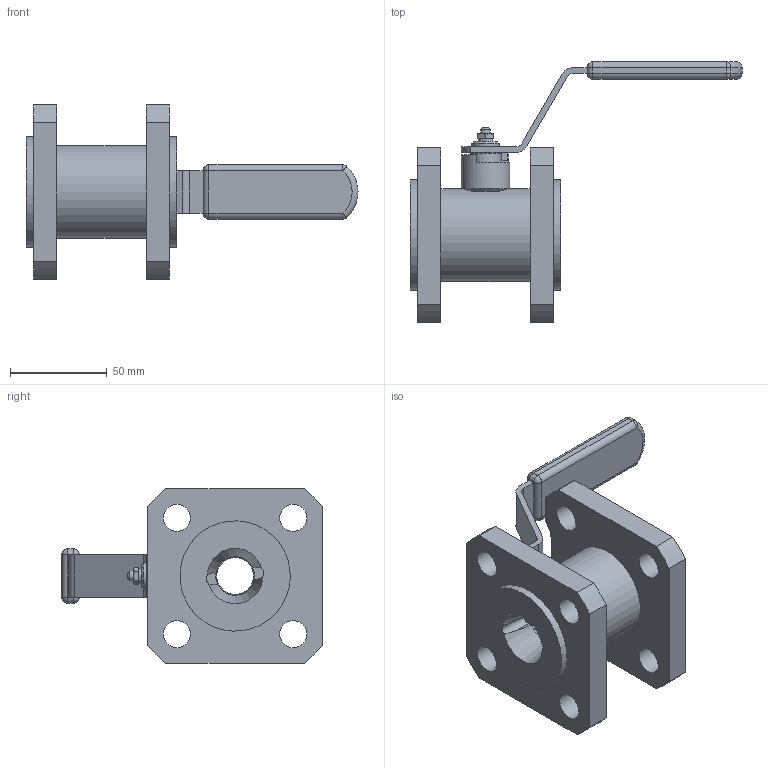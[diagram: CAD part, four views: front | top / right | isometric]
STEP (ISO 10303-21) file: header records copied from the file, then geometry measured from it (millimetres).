
FILE_DESCRIPTION(('STEP AP203'), '1');
FILE_NAME('扰鳧 _ 埡39.010.025.300', '', ('UNSPECIFIED'), ('UNSPECIFIED'), 'ASCON STEP Converter 1.3', 'ASCON Math Kernel', '');
FILE_SCHEMA(('CONFIG_CONTROL_DESIGN'));
Length unit declared in the file: millimetre
Products named in the file (1): 埡39.010.025.300
Bounding box: 171.5 x 134.54 x 90 mm (x, y, z)
Volume: 282887.5 mm3; surface area: 64092.2 mm2
Topology: 1 solids, 1 shells, 213 faces, 532 edges, 325 vertices
Faces by surface type: plane 108, cylinder 73, cone 18, sphere 8, torus 6
Full cylindrical faces by diameter (mm): 3.8 x1, 5 x2, 5.5 x1, 7.8 x1, 10 x2, 11 x1, 14 x9, 16 x1, 17 x1, 18 x1, 19 x1, 20 x2, 25 x1, 48 x1, 57 x2
Entity records: 8667 total; most frequent: CARTESIAN_POINT 1953, DIRECTION 1063, ORIENTED_EDGE 968, EDGE_CURVE 484, AXIS2_PLACEMENT_3D 417, VERTEX_POINT 325, EDGE_LOOP 289, LINE 229
